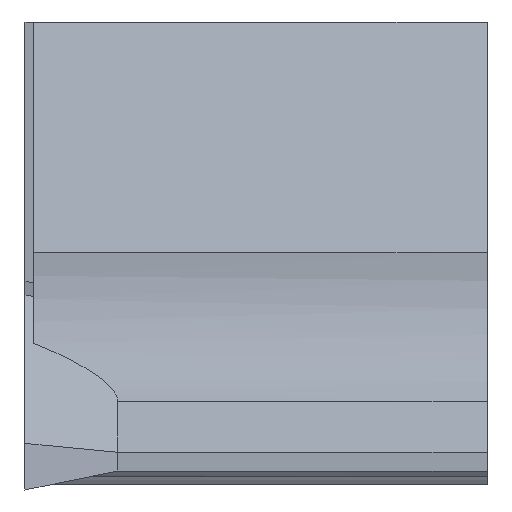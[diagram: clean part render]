
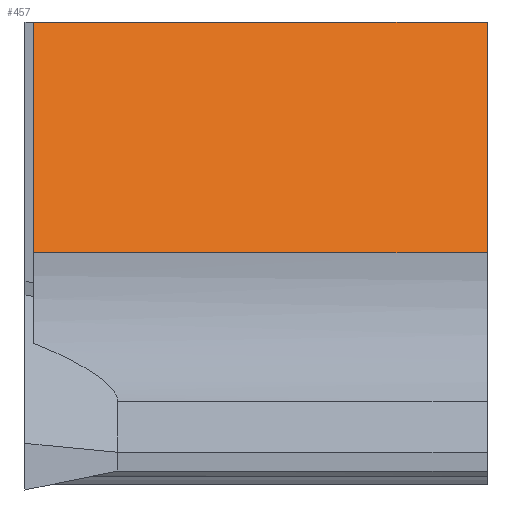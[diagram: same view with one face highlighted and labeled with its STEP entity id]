
A CAD part, left-side view. The second image highlights one B-rep face of the part: STEP entity #457.
In plain terms, the highlighted planar face has unit normal (-0.616, 0, 0.788).
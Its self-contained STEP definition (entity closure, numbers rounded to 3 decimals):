
#12 = CARTESIAN_POINT ( 'NONE',  ( 14.675, -0.3, 15.875 ) ) ;
#37 = ORIENTED_EDGE ( 'NONE', *, *, #829, .F. ) ;
#69 = LINE ( 'NONE', #679, #765 ) ;
#70 = ORIENTED_EDGE ( 'NONE', *, *, #234, .T. ) ;
#88 = VERTEX_POINT ( 'NONE', #213 ) ;
#108 = PLANE ( 'NONE',  #785 ) ;
#122 = ORIENTED_EDGE ( 'NONE', *, *, #302, .T. ) ;
#182 = VECTOR ( 'NONE', #200, 1000. ) ;
#200 = DIRECTION ( 'NONE',  ( -0.788, 0., -0.616 ) ) ;
#213 = CARTESIAN_POINT ( 'NONE',  ( 4.541, -0.3, 7.957 ) ) ;
#223 = EDGE_LOOP ( 'NONE', ( #70, #122, #577, #37 ) ) ;
#234 = EDGE_CURVE ( 'NONE', #756, #88, #408, .T. ) ;
#266 = FACE_OUTER_BOUND ( 'NONE', #223, .T. ) ;
#271 = CARTESIAN_POINT ( 'NONE',  ( 4.541, -0.3, 7.957 ) ) ;
#293 = CARTESIAN_POINT ( 'NONE',  ( 14.675, -15.875, 15.875 ) ) ;
#302 = EDGE_CURVE ( 'NONE', #88, #836, #464, .T. ) ;
#332 = DIRECTION ( 'NONE',  ( 0., -1., 0. ) ) ;
#374 = DIRECTION ( 'NONE',  ( 0.788, 0., 0.616 ) ) ;
#408 = LINE ( 'NONE', #271, #182 ) ;
#429 = CARTESIAN_POINT ( 'NONE',  ( -2.53, -15.875, 2.433 ) ) ;
#440 = VECTOR ( 'NONE', #332, 1000. ) ;
#457 = ADVANCED_FACE ( 'NONE', ( #266 ), #108, .F. ) ;
#464 = LINE ( 'NONE', #731, #440 ) ;
#577 = ORIENTED_EDGE ( 'NONE', *, *, #664, .F. ) ;
#611 = CARTESIAN_POINT ( 'NONE',  ( 4.541, -15.875, 7.957 ) ) ;
#658 = DIRECTION ( 'NONE',  ( 0., -1., 0. ) ) ;
#664 = EDGE_CURVE ( 'NONE', #714, #836, #869, .T. ) ;
#679 = CARTESIAN_POINT ( 'NONE',  ( 14.675, -15.875, 15.875 ) ) ;
#714 = VERTEX_POINT ( 'NONE', #293 ) ;
#731 = CARTESIAN_POINT ( 'NONE',  ( 4.541, 161.374, 7.957 ) ) ;
#756 = VERTEX_POINT ( 'NONE', #12 ) ;
#758 = DIRECTION ( 'NONE',  ( -0.788, 0., -0.616 ) ) ;
#765 = VECTOR ( 'NONE', #658, 1000. ) ;
#782 = CARTESIAN_POINT ( 'NONE',  ( 4.541, 161.374, 7.957 ) ) ;
#785 = AXIS2_PLACEMENT_3D ( 'NONE', #782, #851, #374 ) ;
#826 = VECTOR ( 'NONE', #758, 1000. ) ;
#829 = EDGE_CURVE ( 'NONE', #756, #714, #69, .T. ) ;
#836 = VERTEX_POINT ( 'NONE', #611 ) ;
#851 = DIRECTION ( 'NONE',  ( 0.616, 0., -0.788 ) ) ;
#869 = LINE ( 'NONE', #429, #826 ) ;
